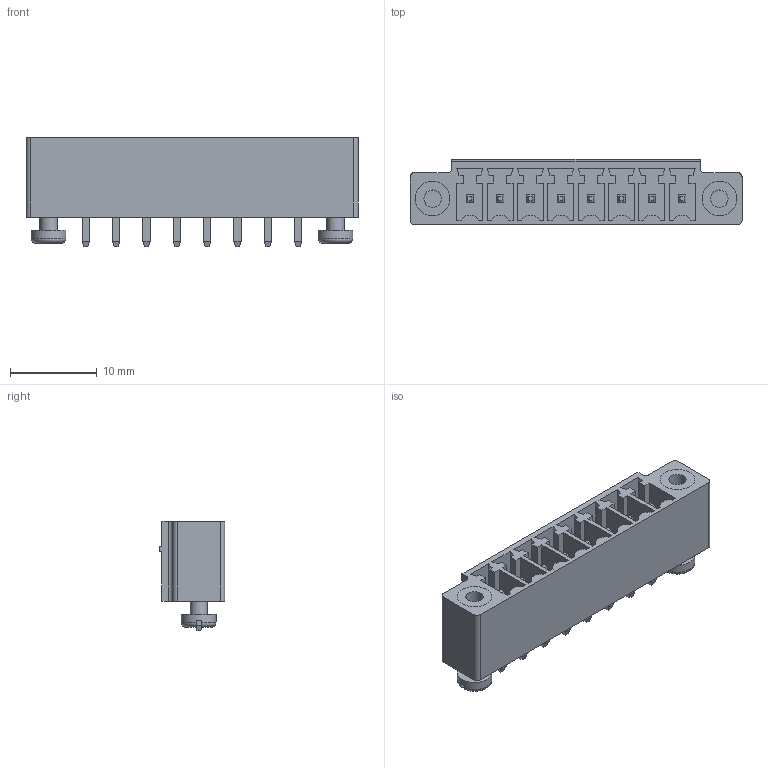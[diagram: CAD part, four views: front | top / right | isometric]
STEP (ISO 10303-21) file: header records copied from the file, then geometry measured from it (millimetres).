
FILE_DESCRIPTION(/* description */ ('model of PhoenixContact_MCV-GF_08x3.50mm_Vertical_ThreadedFlange_MountHole.'),/* implementation_level */ FILE_NAME(/* name */ 'PhoenixContact_MCV-GF_08x3.50mm_Vertical_ThreadedFlange_MountHole..stp',/* time_stamp */ '2017-02-27T15:11:26',/* author */ ('Rene Poeschl',''),/* organization */ (''),/* preprocessor_version */ '',/* originating_system */ '',/* authorisation */ '');
FILE_NAME(/* name */ 'PhoenixContact_MCV-GF_08x3.50mm_Vertical_ThreadedFlange_MountHole..stp',/* time_stamp */ '2017-02-27T15:11:26',/* author */ ('Rene Poeschl',''),/* organization */ (''),/* preprocessor_version */ '',/* originating_system */ '',/* authorisation */ '');
FILE_SCHEMA(('AUTOMOTIVE_DESIGN_CC2 { 1 2 10303 214 -1 1 5 4 }'));
Length unit declared in the file: millimetre
Products named in the file (1): MCV_01x08_GF_3_5mm_MH
Bounding box: 38.3 x 7.55 x 12.6 mm (x, y, z)
Volume: 1682.7 mm3; surface area: 2866.7 mm2
Topology: 1 solids, 1 shells, 310 faces, 768 edges, 492 vertices
Faces by surface type: plane 286, cylinder 20, torus 4
Full cylindrical faces by diameter (mm): 2 x4, 4 x2
Entity records: 23434 total; most frequent: CARTESIAN_POINT 5831, DIRECTION 2784, LINE 2026, VECTOR 2026, ORIENTED_EDGE 1536, PCURVE 1536, DEFINITIONAL_REPRESENTATION 1536, EDGE_CURVE 768
